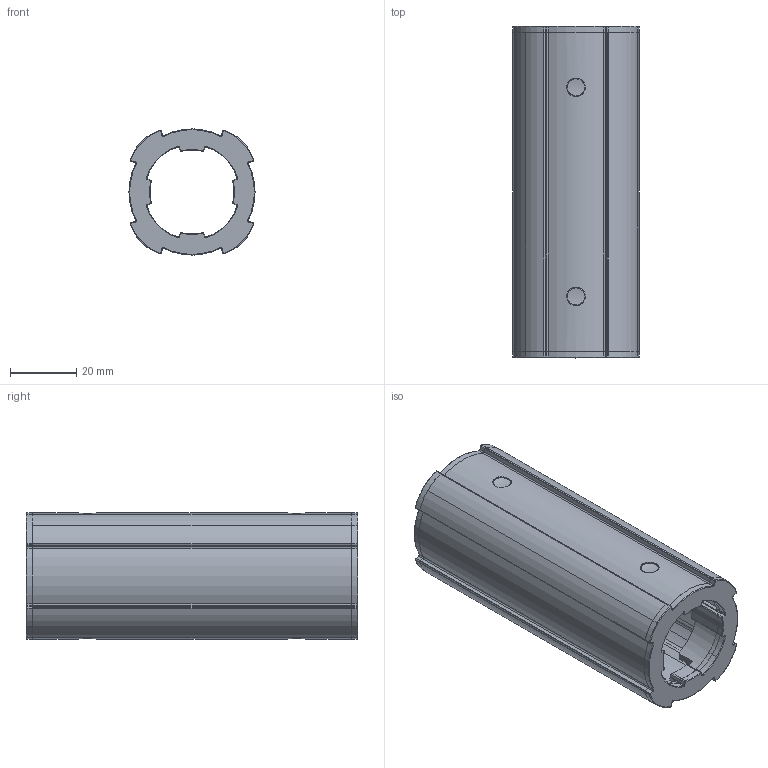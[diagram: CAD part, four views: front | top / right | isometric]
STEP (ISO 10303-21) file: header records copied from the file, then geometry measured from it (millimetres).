
FILE_DESCRIPTION (( 'STEP AP214' ), '1' );
FILE_NAME ('B378 Àäàïòåð Ô43õ100ìì, ñêîëüçÿùèé ïî òðóáå Ô28.STEP', '2025-06-10T14:28:16', ( '' ), ( '' ), 'SwSTEP 2.0', 'SolidWorks 2025', '' );
FILE_SCHEMA (( 'AUTOMOTIVE_DESIGN' ));
Length unit declared in the file: millimetre
Products named in the file (3): B378 Адаптер Ф43х100мм, скользящий по трубе Ф28; Крышка_00; Корпус_00
Assembly tree (3 placements, depth 2):
  B378 Адаптер Ф43х100мм, скользящий по трубе Ф28
    Корпус_00
    Крышка_00  x2
Bounding box: 38 x 100 x 38 mm (x, y, z)
Volume: 34188.1 mm3; surface area: 35060.8 mm2
Topology: 3 solids, 3 shells, 686 faces, 1890 edges, 1216 vertices
Faces by surface type: cylinder 370, plane 176, torus 124, bspline 16
Entity records: 13794 total; most frequent: CARTESIAN_POINT 3674, DIRECTION 2258, ORIENTED_EDGE 2100, EDGE_CURVE 1050, AXIS2_PLACEMENT_3D 900, VERTEX_POINT 678, CIRCLE 523, VECTOR 458
